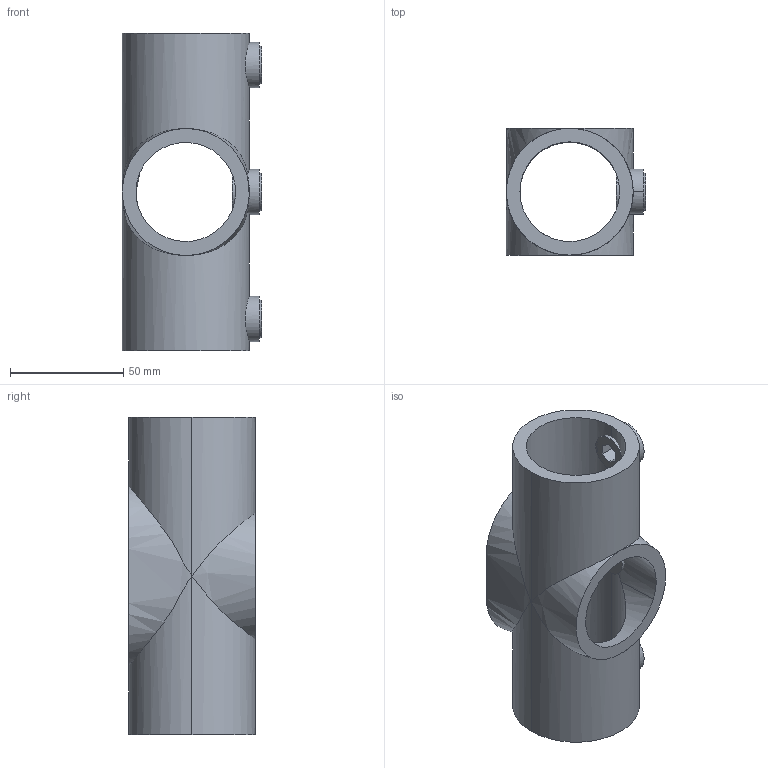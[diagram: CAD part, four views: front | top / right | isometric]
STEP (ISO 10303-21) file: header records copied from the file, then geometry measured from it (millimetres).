
FILE_DESCRIPTION (( 'STEP AP203' ), '1' );
FILE_NAME ('156-C42.step', '2015-09-17T16:24:20', ( '' ), ( '' ), 'SwSTEP 2.0', 'SolidWorks 2015', '' );
FILE_SCHEMA (( 'CONFIG_CONTROL_DESIGN' ));
Length unit declared in the file: millimetre
Products named in the file (3): 156-C42 Teil1_zeichnung; 156-C42 Teil2_zeichnung; 156-C42
Assembly tree (4 placements, depth 2):
  156-C42
    156-C42 Teil1_zeichnung
    156-C42 Teil2_zeichnung  x3
Bounding box: 61.5 x 56 x 140 mm (x, y, z)
Volume: 126072.6 mm3; surface area: 49841.5 mm2
Topology: 4 solids, 4 shells, 65 faces, 177 edges, 115 vertices
Faces by surface type: plane 31, cylinder 26, bspline 8
Entity records: 5618 total; most frequent: CARTESIAN_POINT 4151, ORIENTED_EDGE 258, DIRECTION 196, EDGE_CURVE 129, VERTEX_POINT 83, AXIS2_PLACEMENT_3D 75, EDGE_LOOP 54, B_SPLINE_CURVE_WITH_KNOTS 52
